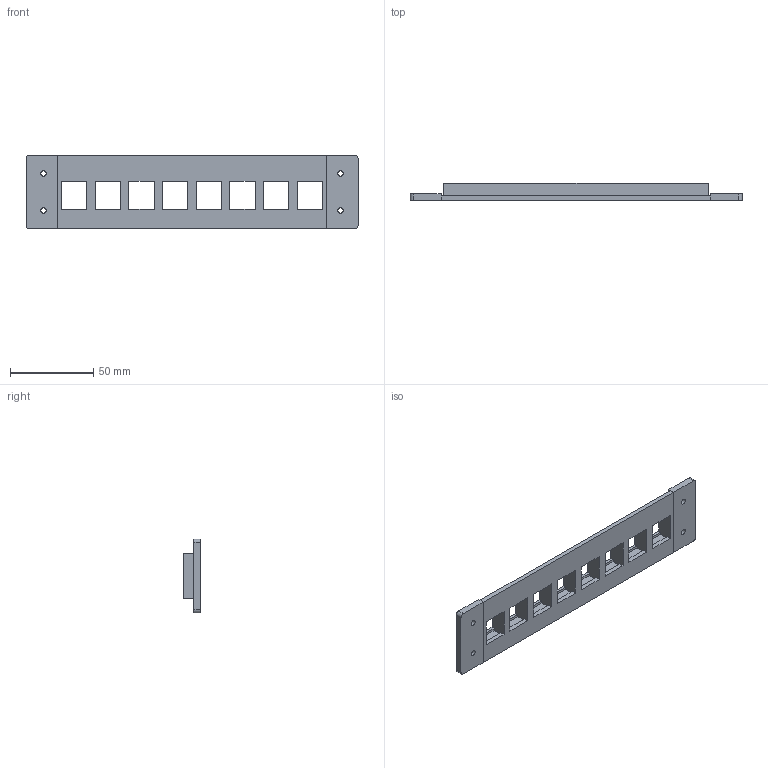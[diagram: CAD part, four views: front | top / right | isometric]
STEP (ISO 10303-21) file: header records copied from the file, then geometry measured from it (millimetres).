
FILE_DESCRIPTION(('HOOPS Exchange Step'),'2;1');
FILE_NAME('temp_export','2025-09-13T18:28:54+02:00',('cb'),('Shapr3D Limited'),'HOOPS Exchange 2025.5','Shapr3D','Authorized');
FILE_SCHEMA( ('AP242_MANAGED_MODEL_BASED_3D_ENGINEERING_MIM_LF {1 0 10303 442 1 1 4}') );
Length unit declared in the file: millimetre
Products named in the file (1): 1U-8xKeystone
Bounding box: 199.8 x 10.25 x 44.4 mm (x, y, z)
Volume: 28759.3 mm3; surface area: 27603 mm2
Topology: 1 solids, 1 shells, 169 faces, 469 edges, 310 vertices
Faces by surface type: plane 161, cylinder 8
Full cylindrical faces by diameter (mm): 3.3 x4
Entity records: 5379 total; most frequent: CARTESIAN_POINT 950, ORIENTED_EDGE 938, DIRECTION 827, EDGE_CURVE 469, VECTOR 453, LINE 453, VERTEX_POINT 310, EDGE_LOOP 201
